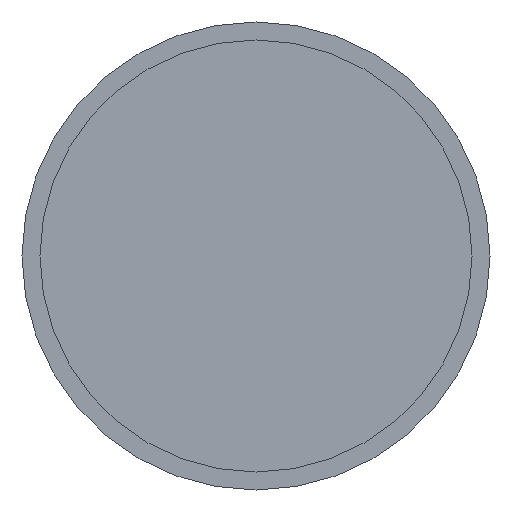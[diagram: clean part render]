
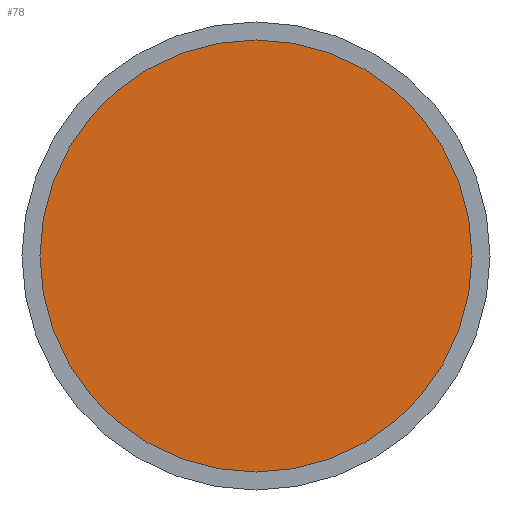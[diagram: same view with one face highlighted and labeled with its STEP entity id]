
A CAD part, front view. The second image highlights one B-rep face of the part: STEP entity #78.
In plain terms, the highlighted planar face has unit normal (0, -1, 0).
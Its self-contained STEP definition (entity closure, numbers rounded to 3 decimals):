
#78 = ADVANCED_FACE( '', ( #170 ), #171, .F. );
#170 = FACE_OUTER_BOUND( '', #301, .T. );
#171 = PLANE( '', #302 );
#301 = EDGE_LOOP( '', ( #434 ) );
#302 = AXIS2_PLACEMENT_3D( '', #435, #436, #437 );
#434 = ORIENTED_EDGE( '', *, *, #570, .T. );
#435 = CARTESIAN_POINT( '', ( 30., -3., 0. ) );
#436 = DIRECTION( '', ( 0., 1., 0. ) );
#437 = DIRECTION( '', ( 0., 0., 1. ) );
#570 = EDGE_CURVE( '', #666, #666, #667, .T. );
#666 = VERTEX_POINT( '', #782 );
#667 = CIRCLE( '', #783, 30. );
#782 = CARTESIAN_POINT( '', ( 0., -3., -30. ) );
#783 = AXIS2_PLACEMENT_3D( '', #867, #868, #869 );
#867 = CARTESIAN_POINT( '', ( 0., -3., 0. ) );
#868 = DIRECTION( '', ( 0., -1., 0. ) );
#869 = DIRECTION( '', ( 0., 0., -1. ) );
